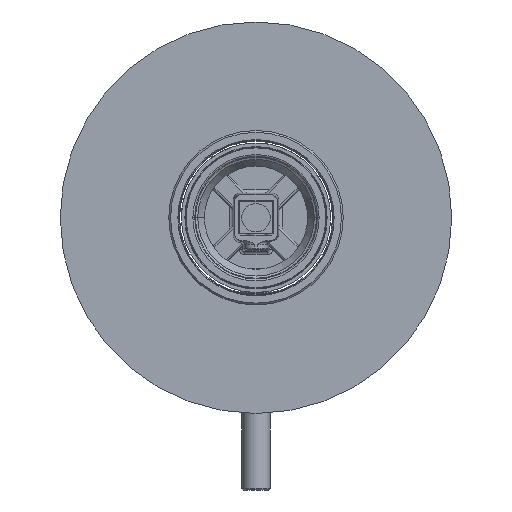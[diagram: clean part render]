
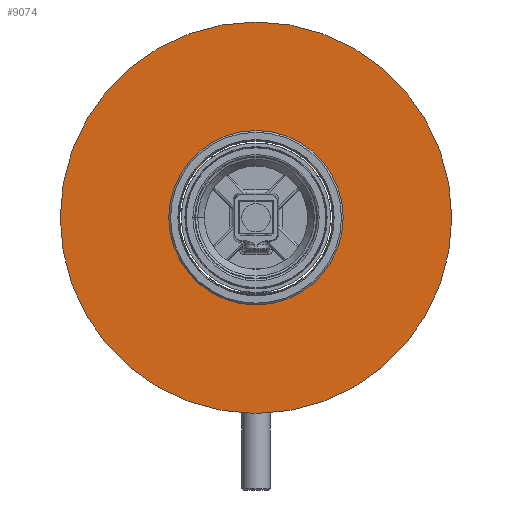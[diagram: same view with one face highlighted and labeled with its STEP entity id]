
A CAD part, front view. The second image highlights one B-rep face of the part: STEP entity #9074.
In plain terms, the highlighted face is planar.
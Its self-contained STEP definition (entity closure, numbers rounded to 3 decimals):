
#8985=CARTESIAN_POINT('',(0.,0.,0.));
#8986=DIRECTION('',(0.,0.,-1.));
#8987=DIRECTION('',(1.,0.,0.));
#8988=AXIS2_PLACEMENT_3D('',#8985,#8986,#8987);
#8990=CARTESIAN_POINT('',(0.,0.,0.));
#8991=DIRECTION('',(0.,0.,-1.));
#8992=DIRECTION('',(-1.,0.,0.));
#8993=AXIS2_PLACEMENT_3D('',#8990,#8991,#8992);
#8995=CARTESIAN_POINT('',(0.,0.,0.));
#8996=DIRECTION('',(0.,0.,1.));
#8997=DIRECTION('',(1.,0.,0.));
#8998=AXIS2_PLACEMENT_3D('',#8995,#8996,#8997);
#9000=CARTESIAN_POINT('',(0.,0.,0.));
#9001=DIRECTION('',(0.,0.,1.));
#9002=DIRECTION('',(-1.,0.,0.));
#9003=AXIS2_PLACEMENT_3D('',#9000,#9001,#9002);
#9041=CARTESIAN_POINT('',(21.5,0.,0.));
#9042=CARTESIAN_POINT('',(-21.5,0.,0.));
#9043=VERTEX_POINT('',#9041);
#9044=VERTEX_POINT('',#9042);
#9049=CARTESIAN_POINT('',(55.,0.,0.));
#9050=CARTESIAN_POINT('',(-55.,0.,0.));
#9051=VERTEX_POINT('',#9049);
#9052=VERTEX_POINT('',#9050);
#9057=CARTESIAN_POINT('',(0.,0.,0.));
#9058=DIRECTION('',(0.,0.,1.));
#9059=DIRECTION('',(1.,0.,0.));
#9060=AXIS2_PLACEMENT_3D('',#9057,#9058,#9059);
#9061=PLANE('',#9060);
#9063=ORIENTED_EDGE('',*,*,#9062,.T.);
#9065=ORIENTED_EDGE('',*,*,#9064,.T.);
#9066=EDGE_LOOP('',(#9063,#9065));
#9067=FACE_OUTER_BOUND('',#9066,.F.);
#9069=ORIENTED_EDGE('',*,*,#9068,.T.);
#9071=ORIENTED_EDGE('',*,*,#9070,.T.);
#9072=EDGE_LOOP('',(#9069,#9071));
#9073=FACE_BOUND('',#9072,.F.);
#9074=ADVANCED_FACE('',(#9067,#9073),#9061,.F.);
#8989=CIRCLE('',#8988,21.5);
#8994=CIRCLE('',#8993,21.5);
#8999=CIRCLE('',#8998,55.);
#9004=CIRCLE('',#9003,55.);
#9062=EDGE_CURVE('',#9051,#9052,#8999,.T.);
#9064=EDGE_CURVE('',#9052,#9051,#9004,.T.);
#9068=EDGE_CURVE('',#9043,#9044,#8989,.T.);
#9070=EDGE_CURVE('',#9044,#9043,#8994,.T.);
